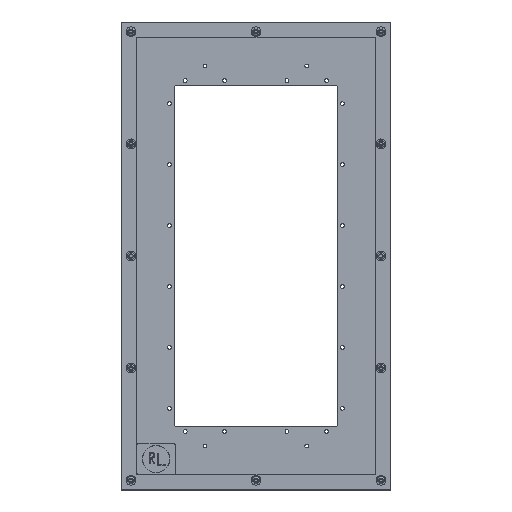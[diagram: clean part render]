
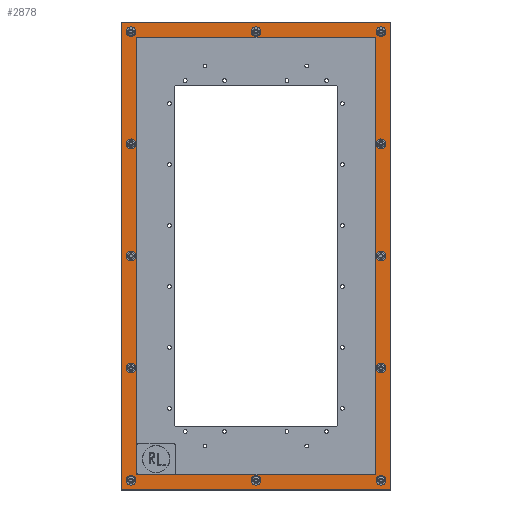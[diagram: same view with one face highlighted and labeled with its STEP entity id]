
A CAD part, top view. The second image highlights one B-rep face of the part: STEP entity #2878.
In plain terms, the highlighted planar face has unit normal (0, 0, 1).
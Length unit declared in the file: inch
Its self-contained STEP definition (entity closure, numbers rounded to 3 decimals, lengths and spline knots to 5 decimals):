
#167=PLANE('',#3152);
#253=LINE('',#4487,#398);
#257=LINE('',#4495,#402);
#260=LINE('',#4501,#405);
#263=LINE('',#4506,#408);
#265=LINE('',#4511,#410);
#269=LINE('',#4519,#414);
#272=LINE('',#4525,#417);
#275=LINE('',#4530,#420);
#398=VECTOR('',#3691,28.25);
#402=VECTOR('',#3697,15.40625);
#405=VECTOR('',#3702,28.25);
#408=VECTOR('',#3707,15.40625);
#410=VECTOR('',#3711,30.25);
#414=VECTOR('',#3717,17.40625);
#417=VECTOR('',#3722,30.25);
#420=VECTOR('',#3727,17.40625);
#637=FACE_BOUND('',#1049,.T.);
#638=FACE_BOUND('',#1050,.T.);
#639=FACE_BOUND('',#1051,.T.);
#640=FACE_BOUND('',#1052,.T.);
#641=FACE_BOUND('',#1053,.T.);
#642=FACE_BOUND('',#1054,.T.);
#643=FACE_BOUND('',#1055,.T.);
#644=FACE_BOUND('',#1056,.T.);
#645=FACE_BOUND('',#1057,.T.);
#646=FACE_BOUND('',#1058,.T.);
#647=FACE_BOUND('',#1059,.T.);
#648=FACE_BOUND('',#1060,.T.);
#649=FACE_BOUND('',#1061,.T.);
#765=FACE_OUTER_BOUND('',#1048,.T.);
#1048=EDGE_LOOP('',(#2224,#2225,#2226,#2227));
#1049=EDGE_LOOP('',(#2228));
#1050=EDGE_LOOP('',(#2229));
#1051=EDGE_LOOP('',(#2230));
#1052=EDGE_LOOP('',(#2231));
#1053=EDGE_LOOP('',(#2232));
#1054=EDGE_LOOP('',(#2233));
#1055=EDGE_LOOP('',(#2234));
#1056=EDGE_LOOP('',(#2235));
#1057=EDGE_LOOP('',(#2236));
#1058=EDGE_LOOP('',(#2237));
#1059=EDGE_LOOP('',(#2238));
#1060=EDGE_LOOP('',(#2239));
#1061=EDGE_LOOP('',(#2240,#2241,#2242,#2243));
#1278=CIRCLE('',#3110,0.10938);
#1280=CIRCLE('',#3113,0.10938);
#1282=CIRCLE('',#3116,0.10938);
#1284=CIRCLE('',#3119,0.10938);
#1286=CIRCLE('',#3122,0.10938);
#1288=CIRCLE('',#3125,0.10938);
#1290=CIRCLE('',#3128,0.10938);
#1292=CIRCLE('',#3131,0.10938);
#1294=CIRCLE('',#3134,0.10938);
#1296=CIRCLE('',#3137,0.10938);
#1298=CIRCLE('',#3140,0.10938);
#1300=CIRCLE('',#3143,0.10938);
#1456=VERTEX_POINT('',#4427);
#1458=VERTEX_POINT('',#4432);
#1460=VERTEX_POINT('',#4437);
#1462=VERTEX_POINT('',#4442);
#1464=VERTEX_POINT('',#4447);
#1466=VERTEX_POINT('',#4452);
#1468=VERTEX_POINT('',#4457);
#1470=VERTEX_POINT('',#4462);
#1472=VERTEX_POINT('',#4467);
#1474=VERTEX_POINT('',#4472);
#1476=VERTEX_POINT('',#4477);
#1478=VERTEX_POINT('',#4482);
#1479=VERTEX_POINT('',#4485);
#1480=VERTEX_POINT('',#4486);
#1483=VERTEX_POINT('',#4494);
#1485=VERTEX_POINT('',#4500);
#1487=VERTEX_POINT('',#4509);
#1488=VERTEX_POINT('',#4510);
#1491=VERTEX_POINT('',#4518);
#1493=VERTEX_POINT('',#4524);
#1728=EDGE_CURVE('',#1456,#1456,#1278,.T.);
#1730=EDGE_CURVE('',#1458,#1458,#1280,.T.);
#1732=EDGE_CURVE('',#1460,#1460,#1282,.T.);
#1734=EDGE_CURVE('',#1462,#1462,#1284,.T.);
#1736=EDGE_CURVE('',#1464,#1464,#1286,.T.);
#1738=EDGE_CURVE('',#1466,#1466,#1288,.T.);
#1740=EDGE_CURVE('',#1468,#1468,#1290,.T.);
#1742=EDGE_CURVE('',#1470,#1470,#1292,.T.);
#1744=EDGE_CURVE('',#1472,#1472,#1294,.T.);
#1746=EDGE_CURVE('',#1474,#1474,#1296,.T.);
#1748=EDGE_CURVE('',#1476,#1476,#1298,.T.);
#1750=EDGE_CURVE('',#1478,#1478,#1300,.T.);
#1751=EDGE_CURVE('',#1479,#1480,#253,.T.);
#1755=EDGE_CURVE('',#1480,#1483,#257,.T.);
#1758=EDGE_CURVE('',#1483,#1485,#260,.T.);
#1761=EDGE_CURVE('',#1485,#1479,#263,.T.);
#1763=EDGE_CURVE('',#1487,#1488,#265,.T.);
#1767=EDGE_CURVE('',#1488,#1491,#269,.T.);
#1770=EDGE_CURVE('',#1491,#1493,#272,.T.);
#1773=EDGE_CURVE('',#1493,#1487,#275,.T.);
#2224=ORIENTED_EDGE('',*,*,#1763,.F.);
#2225=ORIENTED_EDGE('',*,*,#1773,.F.);
#2226=ORIENTED_EDGE('',*,*,#1770,.F.);
#2227=ORIENTED_EDGE('',*,*,#1767,.F.);
#2228=ORIENTED_EDGE('',*,*,#1728,.T.);
#2229=ORIENTED_EDGE('',*,*,#1730,.T.);
#2230=ORIENTED_EDGE('',*,*,#1732,.T.);
#2231=ORIENTED_EDGE('',*,*,#1734,.T.);
#2232=ORIENTED_EDGE('',*,*,#1736,.T.);
#2233=ORIENTED_EDGE('',*,*,#1738,.T.);
#2234=ORIENTED_EDGE('',*,*,#1740,.T.);
#2235=ORIENTED_EDGE('',*,*,#1742,.T.);
#2236=ORIENTED_EDGE('',*,*,#1744,.T.);
#2237=ORIENTED_EDGE('',*,*,#1746,.T.);
#2238=ORIENTED_EDGE('',*,*,#1748,.T.);
#2239=ORIENTED_EDGE('',*,*,#1750,.T.);
#2240=ORIENTED_EDGE('',*,*,#1751,.T.);
#2241=ORIENTED_EDGE('',*,*,#1755,.T.);
#2242=ORIENTED_EDGE('',*,*,#1758,.T.);
#2243=ORIENTED_EDGE('',*,*,#1761,.T.);
#2878=ADVANCED_FACE('',(#765,#637,#638,#639,#640,#641,#642,#643,#644,#645,
#646,#647,#648,#649),#167,.T.);
#3110=AXIS2_PLACEMENT_3D('',#4428,#3621,#3622);
#3113=AXIS2_PLACEMENT_3D('',#4433,#3627,#3628);
#3116=AXIS2_PLACEMENT_3D('',#4438,#3633,#3634);
#3119=AXIS2_PLACEMENT_3D('',#4443,#3639,#3640);
#3122=AXIS2_PLACEMENT_3D('',#4448,#3645,#3646);
#3125=AXIS2_PLACEMENT_3D('',#4453,#3651,#3652);
#3128=AXIS2_PLACEMENT_3D('',#4458,#3657,#3658);
#3131=AXIS2_PLACEMENT_3D('',#4463,#3663,#3664);
#3134=AXIS2_PLACEMENT_3D('',#4468,#3669,#3670);
#3137=AXIS2_PLACEMENT_3D('',#4473,#3675,#3676);
#3140=AXIS2_PLACEMENT_3D('',#4478,#3681,#3682);
#3143=AXIS2_PLACEMENT_3D('',#4483,#3687,#3688);
#3152=AXIS2_PLACEMENT_3D('',#4532,#3729,#3730);
#3621=DIRECTION('center_axis',(0.,0.,-1.));
#3622=DIRECTION('ref_axis',(-1.,0.,0.));
#3627=DIRECTION('center_axis',(0.,0.,-1.));
#3628=DIRECTION('ref_axis',(-1.,0.,0.));
#3633=DIRECTION('center_axis',(0.,0.,-1.));
#3634=DIRECTION('ref_axis',(-1.,0.,0.));
#3639=DIRECTION('center_axis',(0.,0.,-1.));
#3640=DIRECTION('ref_axis',(-1.,0.,0.));
#3645=DIRECTION('center_axis',(0.,0.,-1.));
#3646=DIRECTION('ref_axis',(-1.,0.,0.));
#3651=DIRECTION('center_axis',(0.,0.,-1.));
#3652=DIRECTION('ref_axis',(-1.,0.,0.));
#3657=DIRECTION('center_axis',(0.,0.,-1.));
#3658=DIRECTION('ref_axis',(-1.,0.,0.));
#3663=DIRECTION('center_axis',(0.,0.,-1.));
#3664=DIRECTION('ref_axis',(-1.,0.,0.));
#3669=DIRECTION('center_axis',(0.,0.,-1.));
#3670=DIRECTION('ref_axis',(-1.,0.,0.));
#3675=DIRECTION('center_axis',(0.,0.,-1.));
#3676=DIRECTION('ref_axis',(-1.,0.,0.));
#3681=DIRECTION('center_axis',(0.,0.,-1.));
#3682=DIRECTION('ref_axis',(-1.,0.,0.));
#3687=DIRECTION('center_axis',(0.,0.,-1.));
#3688=DIRECTION('ref_axis',(-1.,0.,0.));
#3691=DIRECTION('',(0.,-1.,0.));
#3697=DIRECTION('',(-1.,0.,0.));
#3702=DIRECTION('',(0.,1.,0.));
#3707=DIRECTION('',(1.,0.,0.));
#3711=DIRECTION('',(0.,-1.,0.));
#3717=DIRECTION('',(-1.,0.,0.));
#3722=DIRECTION('',(0.,1.,0.));
#3727=DIRECTION('',(1.,0.,0.));
#3729=DIRECTION('center_axis',(0.,0.,1.));
#3730=DIRECTION('ref_axis',(1.,0.,0.));
#4427=CARTESIAN_POINT('',(16.48475,-23.9196,0.125));
#4428=CARTESIAN_POINT('Origin',(16.37537,-23.9196,0.125));
#4432=CARTESIAN_POINT('',(8.40662,-23.9196,0.125));
#4433=CARTESIAN_POINT('Origin',(8.29725,-23.9196,0.125));
#4437=CARTESIAN_POINT('',(0.3285,-23.9196,0.125));
#4438=CARTESIAN_POINT('Origin',(0.21912,-23.9196,0.125));
#4442=CARTESIAN_POINT('',(16.48475,-16.6696,0.125));
#4443=CARTESIAN_POINT('Origin',(16.37537,-16.6696,0.125));
#4447=CARTESIAN_POINT('',(0.3285,-16.6696,0.125));
#4448=CARTESIAN_POINT('Origin',(0.21912,-16.6696,0.125));
#4452=CARTESIAN_POINT('',(16.48475,-9.4196,0.125));
#4453=CARTESIAN_POINT('Origin',(16.37537,-9.4196,0.125));
#4457=CARTESIAN_POINT('',(0.3285,-9.4196,0.125));
#4458=CARTESIAN_POINT('Origin',(0.21912,-9.4196,0.125));
#4462=CARTESIAN_POINT('',(16.48475,-2.1696,0.125));
#4463=CARTESIAN_POINT('Origin',(16.37537,-2.1696,0.125));
#4467=CARTESIAN_POINT('',(0.3285,-2.1696,0.125));
#4468=CARTESIAN_POINT('Origin',(0.21912,-2.1696,0.125));
#4472=CARTESIAN_POINT('',(16.48475,5.0804,0.125));
#4473=CARTESIAN_POINT('Origin',(16.37537,5.0804,0.125));
#4477=CARTESIAN_POINT('',(8.40662,5.0804,0.125));
#4478=CARTESIAN_POINT('Origin',(8.29725,5.0804,0.125));
#4482=CARTESIAN_POINT('',(0.3285,5.0804,0.125));
#4483=CARTESIAN_POINT('Origin',(0.21912,5.0804,0.125));
#4485=CARTESIAN_POINT('',(16.00037,4.7054,0.125));
#4486=CARTESIAN_POINT('',(16.00037,-23.5446,0.125));
#4487=CARTESIAN_POINT('',(16.00037,-2.3571,0.125));
#4494=CARTESIAN_POINT('',(0.59412,-23.5446,0.125));
#4495=CARTESIAN_POINT('',(12.14881,-23.5446,0.125));
#4500=CARTESIAN_POINT('',(0.59412,4.7054,0.125));
#4501=CARTESIAN_POINT('',(0.59412,-16.4821,0.125));
#4506=CARTESIAN_POINT('',(4.44569,4.7054,0.125));
#4509=CARTESIAN_POINT('',(17.00037,5.7054,0.125));
#4510=CARTESIAN_POINT('',(17.00037,-24.5446,0.125));
#4511=CARTESIAN_POINT('',(17.00037,5.7054,0.125));
#4518=CARTESIAN_POINT('',(-0.40588,-24.5446,0.125));
#4519=CARTESIAN_POINT('',(17.00037,-24.5446,0.125));
#4524=CARTESIAN_POINT('',(-0.40588,5.7054,0.125));
#4525=CARTESIAN_POINT('',(-0.40588,-24.5446,0.125));
#4530=CARTESIAN_POINT('',(-0.40588,5.7054,0.125));
#4532=CARTESIAN_POINT('Origin',(8.29725,-9.4196,0.125));
